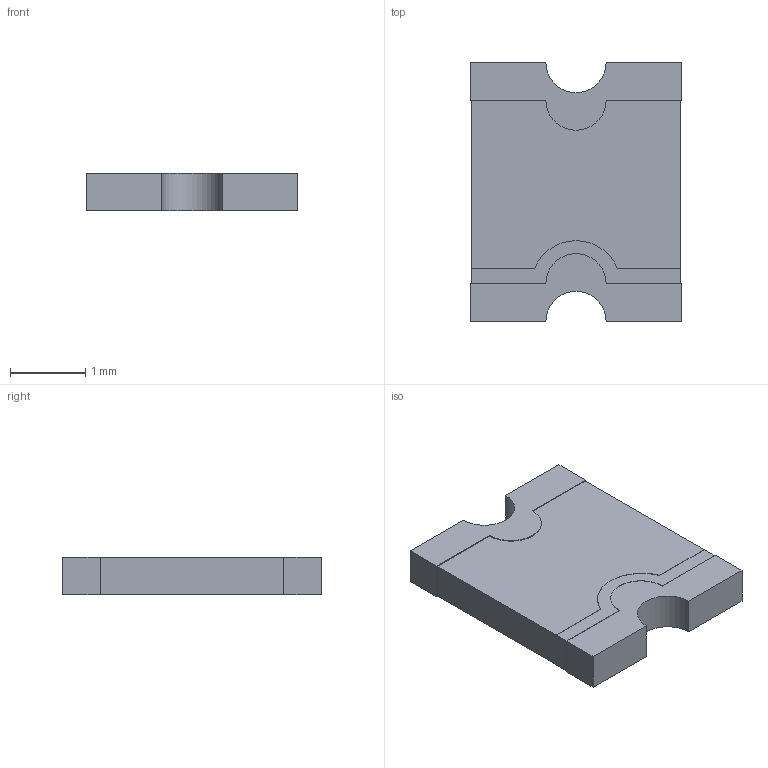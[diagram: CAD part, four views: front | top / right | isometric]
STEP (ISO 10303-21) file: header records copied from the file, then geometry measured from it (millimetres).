
FILE_DESCRIPTION (( 'STEP AP214' ), '1' );
FILE_NAME ('User Library-Polyswitch_micro.STEP', '2020-03-27T23:07:05', ( '' ), ( '' ), 'SwSTEP 2.0', 'SolidWorks 2019', '' );
FILE_SCHEMA (( 'AUTOMOTIVE_DESIGN' ));
Length unit declared in the file: millimetre
Products named in the file (1): User Library-Polyswitch_micro
Bounding box: 2.8 x 3.44 x 0.5 mm (x, y, z)
Volume: 4.4 mm3; surface area: 24.9 mm2
Topology: 1 solids, 1 shells, 37 faces, 105 edges, 70 vertices
Faces by surface type: plane 26, bspline 6, cylinder 5
Entity records: 1544 total; most frequent: CARTESIAN_POINT 323, ORIENTED_EDGE 210, DIRECTION 167, EDGE_CURVE 105, LINE 83, VECTOR 83, VERTEX_POINT 70, AXIS2_PLACEMENT_3D 42
